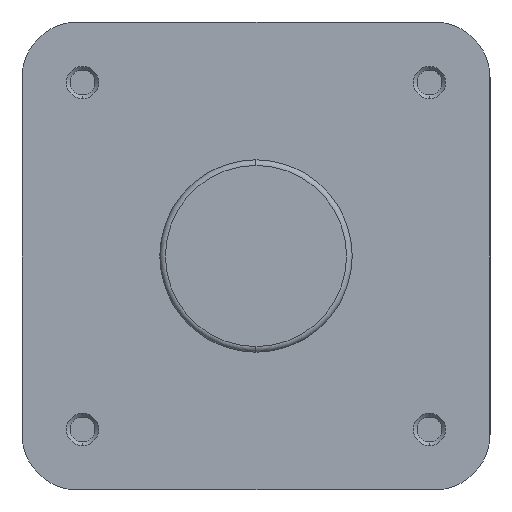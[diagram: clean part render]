
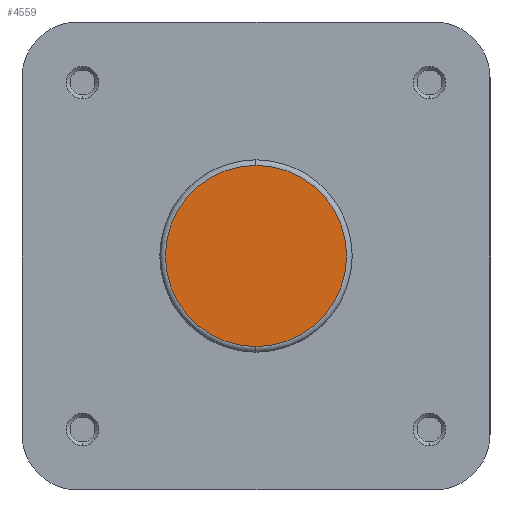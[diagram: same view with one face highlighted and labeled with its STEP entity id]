
A CAD part, left-side view. The second image highlights one B-rep face of the part: STEP entity #4559.
In plain terms, the highlighted planar face has unit normal (-1, 0, 0).
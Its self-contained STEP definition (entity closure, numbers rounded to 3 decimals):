
#34 = EDGE_CURVE ( 'NONE', #4995, #4989, #3900, .T. ) ;
#96 = EDGE_CURVE ( 'NONE', #4989, #4995, #3988, .T. ) ;
#375 = AXIS2_PLACEMENT_3D ( 'NONE', #4987, #4985, #4982 ) ;
#409 = AXIS2_PLACEMENT_3D ( 'NONE', #4763, #4755, #4754 ) ;
#774 = AXIS2_PLACEMENT_3D ( 'NONE', #3330, #3333, #3334 ) ;
#1022 = CARTESIAN_POINT ( 'NONE',  ( 0., 0., -24.4 ) ) ;
#1023 = CARTESIAN_POINT ( 'NONE',  ( 0., 0., 24.4 ) ) ;
#1337 = EDGE_LOOP ( 'NONE', ( #1479, #1477 ) ) ;
#1477 = ORIENTED_EDGE ( 'NONE', *, *, #34, .T. ) ;
#1479 = ORIENTED_EDGE ( 'NONE', *, *, #96, .T. ) ;
#1994 = FACE_OUTER_BOUND ( 'NONE', #1337, .T. ) ;
#3330 = CARTESIAN_POINT ( 'NONE',  ( 0., 0., 0. ) ) ;
#3331 = PLANE ( 'NONE',  #774 ) ;
#3333 = DIRECTION ( 'NONE',  ( 1., 0., 0. ) ) ;
#3334 = DIRECTION ( 'NONE',  ( 0., 0., -1. ) ) ;
#3900 = CIRCLE ( 'NONE', #375, 24.4 ) ;
#3988 = CIRCLE ( 'NONE', #409, 24.4 ) ;
#4559 = ADVANCED_FACE ( 'NONE', ( #1994 ), #3331, .F. ) ;
#4754 = DIRECTION ( 'NONE',  ( 0., 0., -1. ) ) ;
#4755 = DIRECTION ( 'NONE',  ( -1., 0., 0. ) ) ;
#4763 = CARTESIAN_POINT ( 'NONE',  ( 0., 0., 0. ) ) ;
#4982 = DIRECTION ( 'NONE',  ( 0., 0., -1. ) ) ;
#4985 = DIRECTION ( 'NONE',  ( -1., 0., 0. ) ) ;
#4987 = CARTESIAN_POINT ( 'NONE',  ( 0., 0., 0. ) ) ;
#4989 = VERTEX_POINT ( 'NONE', #1022 ) ;
#4995 = VERTEX_POINT ( 'NONE', #1023 ) ;
